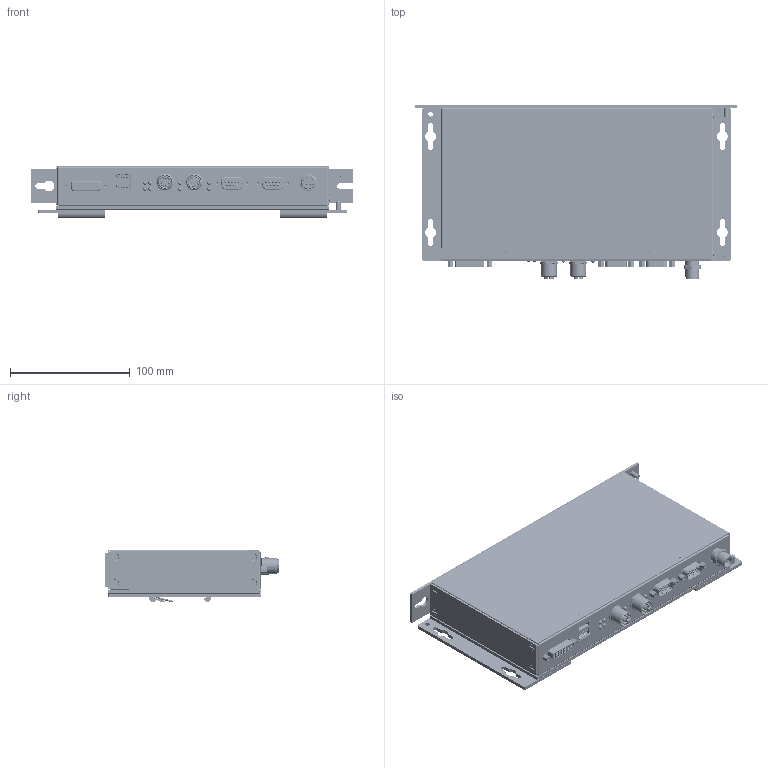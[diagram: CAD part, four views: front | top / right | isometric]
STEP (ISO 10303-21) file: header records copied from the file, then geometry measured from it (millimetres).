
FILE_DESCRIPTION((''),'2;1');
FILE_NAME('COMPACT 8 RSL.stp','2017-06-07T10:32:08',('PC107_User'),(''),'Autodesk Inventor 2013','Autodesk Inventor 2013','');
FILE_SCHEMA(('AUTOMOTIVE_DESIGN { 1 0 10303 214 1 1 1 1 }'));
Length unit declared in the file: millimetre
Products named in the file (5): COMPACT 8 RSL; IPC-RSL8xxx-A1xxE; IPC-MKITCP-2F8; IPC-MKITCP-2G8; IPC-MKITCP-1A
Assembly tree (4 placements, depth 2):
  COMPACT 8 RSL
    IPC-RSL8xxx-A1xxE
    IPC-MKITCP-2F8
    IPC-MKITCP-2G8
    IPC-MKITCP-1A
Bounding box: 268 x 145.25 x 44.07 mm (x, y, z)
Volume: 253427.5 mm3; surface area: 254514 mm2
Topology: 57 solids, 66 shells, 7809 faces, 20870 edges, 13485 vertices
Faces by surface type: plane 5003, cylinder 1783, cone 546, bspline 207, torus 152, sphere 114, revolution 4
Full cylindrical faces by diameter (mm): 0.725 x16, 0.8 x16, 1 x14, 1.02 x8, 1.05 x18, 1.1 x18, 1.2 x16, 1.225 x16, 1.29 x16, 1.4 x12, 1.8 x2, 1.9 x6, 2 x9, 2.1 x5, 2.156 x6, 2.4 x6, 2.454 x4, 2.459 x12, 2.845 x8, 3 x16, 3.099 x4, 3.1 x2, 3.2 x4, 3.242 x6, 3.3 x12, 3.4 x12, 3.571 x10, 3.7 x4, 3.8 x6, 3.883 x8
Entity records: 264460 total; most frequent: CARTESIAN_POINT 65863, ORIENTED_EDGE 39766, DIRECTION 38726, EDGE_CURVE 19883, VECTOR 13496, LINE 13496, VERTEX_POINT 13205, AXIS2_PLACEMENT_3D 12613
